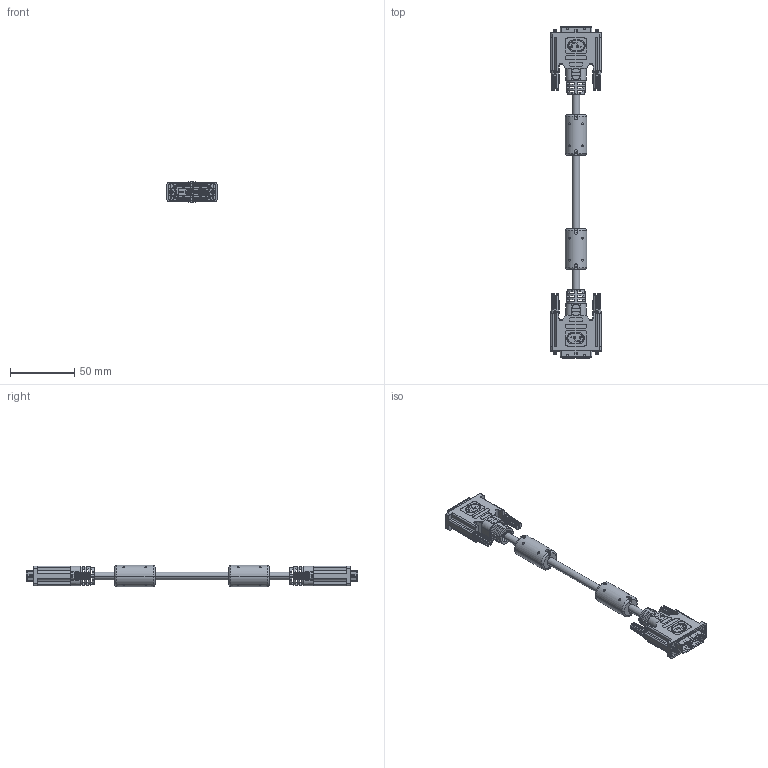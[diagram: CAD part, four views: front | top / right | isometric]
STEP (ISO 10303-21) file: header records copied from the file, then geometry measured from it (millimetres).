
FILE_DESCRIPTION (( 'STEP AP203' ), '1' );
FILE_NAME ('CTLDVIMMLZ.STEP', '2013-08-02T14:09:52', ( 'x' ), ( '' ), 'SwSTEP 2.0', 'SolidWorks 2012', '' );
FILE_SCHEMA (( 'CONFIG_CONTROL_DESIGN' ));
Length unit declared in the file: inch
Products named in the file (9): CTLDVIMMLZ; MTN-286; 1AM07-032___; MTN-286___; 3AB14-026___; 1AH01-007___; 1AJ02-035___; 1AJ01-018___; 1AL08-138_6" LENGTH
Assembly tree (11 placements, depth 3):
  CTLDVIMMLZ
    1AL08-138_6" LENGTH
    3AB14-026___  x2
      1AJ01-018___
      1AJ02-035___
      1AH01-007___
    MTN-286  x2
      MTN-286___
      1AM07-032___
Bounding box: 39.09 x 258.7 x 16.7 mm (x, y, z)
Volume: 34717.1 mm3; surface area: 42135.9 mm2
Topology: 51 solids, 51 shells, 3586 faces, 9116 edges, 5784 vertices
Faces by surface type: plane 2234, cylinder 738, bspline 438, torus 112, cone 48, sphere 16
Entity records: 54500 total; most frequent: CARTESIAN_POINT 14000, ORIENTED_EDGE 8394, DIRECTION 7670, EDGE_CURVE 4197, LINE 3230, VECTOR 3230, VERTEX_POINT 2678, AXIS2_PLACEMENT_3D 2220
